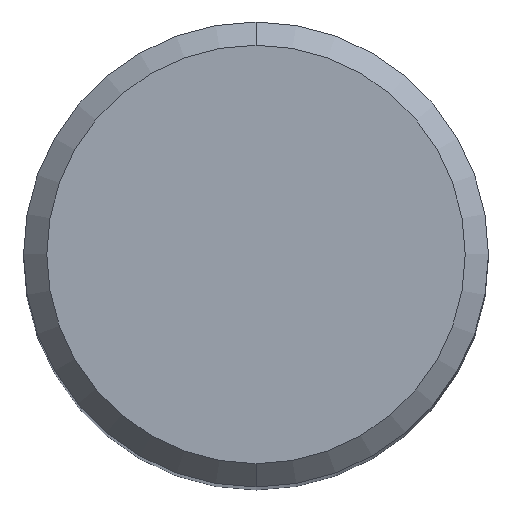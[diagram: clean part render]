
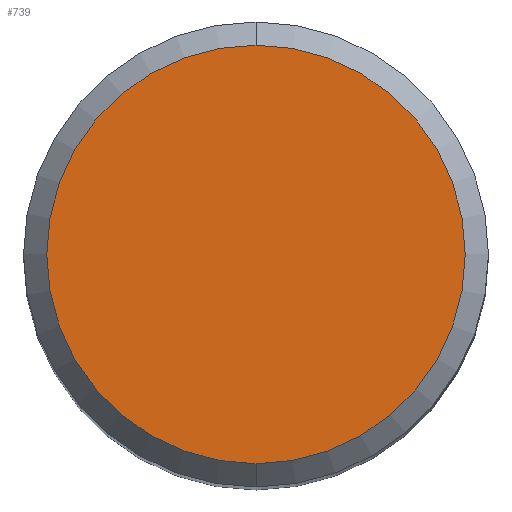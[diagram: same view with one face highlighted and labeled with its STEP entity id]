
A CAD part, top view. The second image highlights one B-rep face of the part: STEP entity #739.
In plain terms, the highlighted planar face has unit normal (0, 0, 1).
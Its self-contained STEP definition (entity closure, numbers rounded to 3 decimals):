
#321=VERTEX_POINT('',#916);
#559=VERTEX_POINT('',#1172);
#587=EDGE_CURVE('',#559,#321,#1204,.T.);
#739=ADVANCED_FACE('',(#1372),#1373,.T.);
#867=EDGE_CURVE('',#321,#559,#1514,.T.);
#916=CARTESIAN_POINT('',(0.,-5.4,0.0));
#1172=CARTESIAN_POINT('',(0.0,5.4,0.0));
#1204=CIRCLE('',#3745,5.4);
#1372=FACE_OUTER_BOUND('',#4851,.T.);
#1373=PLANE('',#4852);
#1514=CIRCLE('',#5976,5.4);
#3745=AXIS2_PLACEMENT_3D('',#6351,#6352,#6353);
#4851=EDGE_LOOP('',(#6541,#6542));
#4852=AXIS2_PLACEMENT_3D('',#6543,#6544,#6545);
#5976=AXIS2_PLACEMENT_3D('',#6715,#6716,#6717);
#6351=CARTESIAN_POINT('',(0.0,0.0,0.0));
#6352=DIRECTION('',(0.0,0.0,-1.0));
#6353=DIRECTION('',(0.0,1.0,0.0));
#6541=ORIENTED_EDGE('',*,*,#587,.F.);
#6542=ORIENTED_EDGE('',*,*,#867,.F.);
#6543=CARTESIAN_POINT('',(0.0,2.7,0.0));
#6544=DIRECTION('',(-0.0,0.0,1.0));
#6545=DIRECTION('',(0.0,-1.0,0.0));
#6715=CARTESIAN_POINT('',(0.0,0.0,0.0));
#6716=DIRECTION('',(0.0,0.0,-1.0));
#6717=DIRECTION('',(0.0,1.0,0.0));
